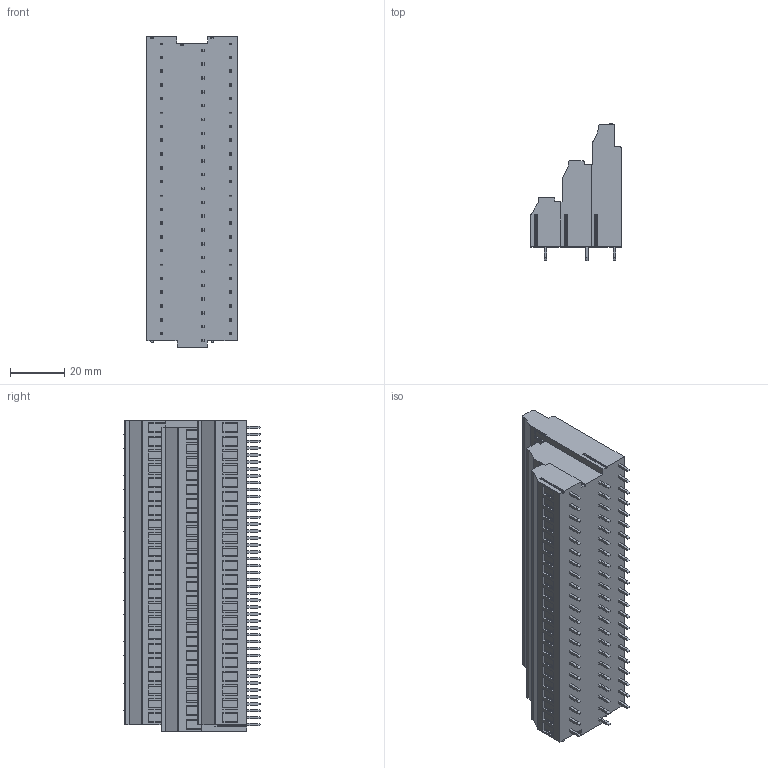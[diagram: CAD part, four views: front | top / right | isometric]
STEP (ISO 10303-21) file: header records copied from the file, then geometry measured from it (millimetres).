
FILE_DESCRIPTION((''),'2;1');
FILE_NAME('TL324VH3-XXP-XS','2025-01-10T09:23:56',('yanfa'),(''),'CREO PARAMETRIC BY PTC INC, 2018100','CREO PARAMETRIC BY PTC INC, 2018100','');
FILE_SCHEMA(('CONFIG_CONTROL_DESIGN','SHAPE_APPEARANCE_LAYERS_GROUPS'));
Products named in the file (1): TL324VH3-XXP-XS
Bounding box: 33.4 x 50.3 x 114.3 mm (x, y, z)
Volume: 104774 mm3; surface area: 27793 mm2
Topology: 1 solids, 85 shells, 2729 faces, 7079 edges, 4660 vertices
Faces by surface type: plane 2279, cylinder 290, torus 132, sphere 28
Entity records: 83029 total; most frequent: CARTESIAN_POINT 15897, ORIENTED_EDGE 14102, DIRECTION 13275, EDGE_CURVE 7051, VECTOR 5753, LINE 5753, VERTEX_POINT 4660, AXIS2_PLACEMENT_3D 3761
